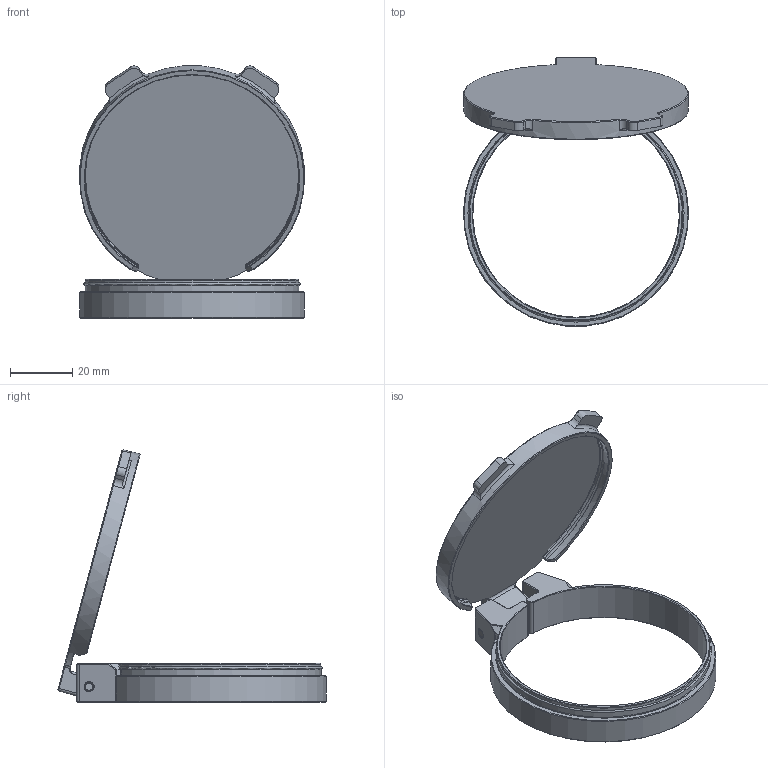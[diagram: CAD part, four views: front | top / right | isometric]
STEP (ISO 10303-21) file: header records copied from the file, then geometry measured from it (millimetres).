
FILE_DESCRIPTION(/* description */ (''),/* implementation_level */ '2;1');
FILE_NAME(/* name */ 'arken_ep5_front_flip_up_cover.step',/* time_stamp */ '2023-11-17T20:19:57+13:00',/* author */ (''),/* organization */ (''),/* preprocessor_version */ 'ST-DEVELOPER v20',/* originating_system */ 'Autodesk Translation Framework v12.14.0.127',/* authorisation */ '');
FILE_SCHEMA (('AUTOMOTIVE_DESIGN { 1 0 10303 214 3 1 1 }'));
Length unit declared in the file: millimetre
Products named in the file (4): arken_ep5_front_flip_up_cover; cover; base; M3x30 SHCS
Assembly tree (3 placements, depth 2):
  arken_ep5_front_flip_up_cover
    cover
    base
    M3x30 SHCS
Bounding box: 72.57 x 86.56 x 81.39 mm (x, y, z)
Volume: 20187.9 mm3; surface area: 19153.7 mm2
Topology: 3 solids, 3 shells, 209 faces, 499 edges, 298 vertices
Faces by surface type: plane 97, cone 50, cylinder 42, torus 10, bspline 10
Full cylindrical faces by diameter (mm): 2.8 x1, 3 x1, 3.2 x1, 3.4 x1, 5.5 x1, 6.1 x1
Entity records: 6398 total; most frequent: CARTESIAN_POINT 1507, DIRECTION 1003, ORIENTED_EDGE 996, EDGE_CURVE 498, AXIS2_PLACEMENT_3D 361, VERTEX_POINT 298, LINE 281, VECTOR 281
